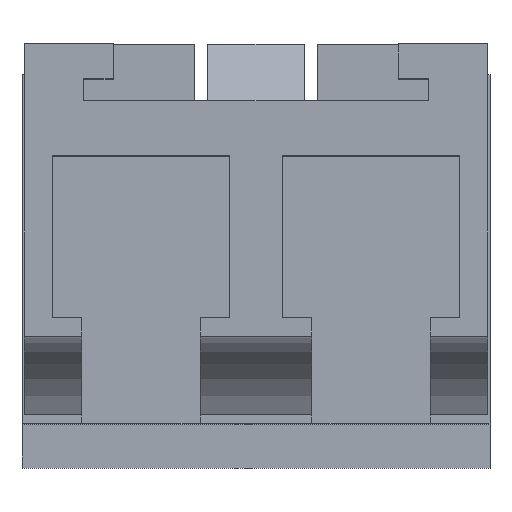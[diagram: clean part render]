
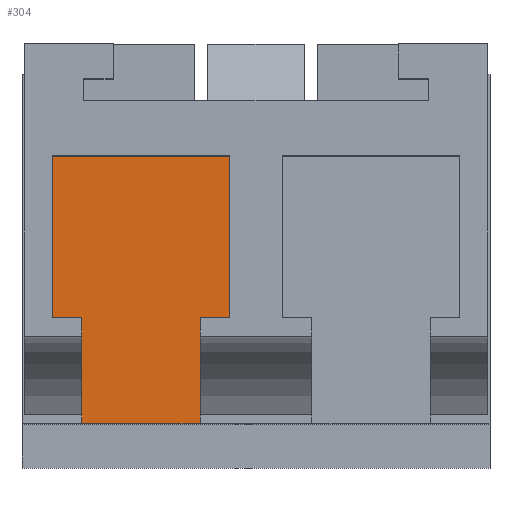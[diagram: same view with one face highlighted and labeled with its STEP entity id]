
A CAD part, top view. The second image highlights one B-rep face of the part: STEP entity #304.
In plain terms, the highlighted planar face has unit normal (0, 0, 1).
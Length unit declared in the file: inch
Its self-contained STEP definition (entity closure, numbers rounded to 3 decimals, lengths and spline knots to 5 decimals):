
#304 = ADVANCED_FACE ( 'NONE', ( #3357 ), #1925, .T. ) ;
#688 = AXIS2_PLACEMENT_3D ( 'NONE', #1926, #1927, #1928 ) ;
#1207 = ORIENTED_EDGE ( 'NONE', *, *, #5999, .T. ) ;
#1208 = ORIENTED_EDGE ( 'NONE', *, *, #5998, .T. ) ;
#1925 = PLANE ( 'NONE',  #688 ) ;
#1926 = CARTESIAN_POINT ( 'NONE',  ( -0.233, -0.056, -0.26 ) ) ;
#1927 = DIRECTION ( 'NONE',  ( 0., 0., 1. ) ) ;
#1928 = DIRECTION ( 'NONE',  ( 1., 0., 0. ) ) ;
#2379 = ORIENTED_EDGE ( 'NONE', *, *, #6784, .T. ) ;
#2380 = ORIENTED_EDGE ( 'NONE', *, *, #5995, .T. ) ;
#2382 = ORIENTED_EDGE ( 'NONE', *, *, #6020, .T. ) ;
#2589 = VECTOR ( 'NONE', #5498, 39.37008 ) ;
#2591 = VECTOR ( 'NONE', #5502, 39.37008 ) ;
#2594 = VECTOR ( 'NONE', #5508, 39.37008 ) ;
#2595 = VECTOR ( 'NONE', #5510, 39.37008 ) ;
#2616 = VECTOR ( 'NONE', #5559, 39.37008 ) ;
#2677 = VECTOR ( 'NONE', #5678, 39.37008 ) ;
#2975 = VECTOR ( 'NONE', #4741, 39.37008 ) ;
#2976 = VECTOR ( 'NONE', #4743, 39.37008 ) ;
#3357 = FACE_OUTER_BOUND ( 'NONE', #6611, .T. ) ;
#3652 = LINE ( 'NONE', #5497, #2589 ) ;
#3654 = LINE ( 'NONE', #5501, #2591 ) ;
#3657 = LINE ( 'NONE', #5507, #2594 ) ;
#3658 = LINE ( 'NONE', #5509, #2595 ) ;
#3679 = LINE ( 'NONE', #5558, #2616 ) ;
#3737 = LINE ( 'NONE', #5677, #2677 ) ;
#4087 = VERTEX_POINT ( 'NONE', #5318 ) ;
#4092 = VERTEX_POINT ( 'NONE', #5323 ) ;
#4120 = VERTEX_POINT ( 'NONE', #5351 ) ;
#4121 = VERTEX_POINT ( 'NONE', #5352 ) ;
#4122 = VERTEX_POINT ( 'NONE', #5353 ) ;
#4124 = VERTEX_POINT ( 'NONE', #5355 ) ;
#4126 = VERTEX_POINT ( 'NONE', #5357 ) ;
#4128 = VERTEX_POINT ( 'NONE', #5359 ) ;
#4740 = CARTESIAN_POINT ( 'NONE',  ( -0.233, -0.056, -0.26 ) ) ;
#4741 = DIRECTION ( 'NONE',  ( 1., 0., 0. ) ) ;
#4742 = CARTESIAN_POINT ( 'NONE',  ( -0.064, -0.056, -0.26 ) ) ;
#4743 = DIRECTION ( 'NONE',  ( 1., 0., 0. ) ) ;
#5318 = CARTESIAN_POINT ( 'NONE',  ( -0.064, -0.177, -0.26 ) ) ;
#5323 = CARTESIAN_POINT ( 'NONE',  ( -0.199, -0.177, -0.26 ) ) ;
#5351 = CARTESIAN_POINT ( 'NONE',  ( -0.064, -0.056, -0.26 ) ) ;
#5352 = CARTESIAN_POINT ( 'NONE',  ( -0.199, -0.056, -0.26 ) ) ;
#5353 = CARTESIAN_POINT ( 'NONE',  ( -0.233, -0.056, -0.26 ) ) ;
#5355 = CARTESIAN_POINT ( 'NONE',  ( -0.233, 0.129, -0.26 ) ) ;
#5357 = CARTESIAN_POINT ( 'NONE',  ( -0.03, 0.129, -0.26 ) ) ;
#5359 = CARTESIAN_POINT ( 'NONE',  ( -0.03, -0.056, -0.26 ) ) ;
#5497 = CARTESIAN_POINT ( 'NONE',  ( -0.233, 0.129, -0.26 ) ) ;
#5498 = DIRECTION ( 'NONE',  ( -1., 0., 0. ) ) ;
#5501 = CARTESIAN_POINT ( 'NONE',  ( -0.233, 0.129, -0.26 ) ) ;
#5502 = DIRECTION ( 'NONE',  ( 0., -1., 0. ) ) ;
#5507 = CARTESIAN_POINT ( 'NONE',  ( -0.199, -0.056, -0.26 ) ) ;
#5508 = DIRECTION ( 'NONE',  ( 0., -1., 0. ) ) ;
#5509 = CARTESIAN_POINT ( 'NONE',  ( -0.064, -0.056, -0.26 ) ) ;
#5510 = DIRECTION ( 'NONE',  ( 0., 1., 0. ) ) ;
#5558 = CARTESIAN_POINT ( 'NONE',  ( -0.199, -0.177, -0.26 ) ) ;
#5559 = DIRECTION ( 'NONE',  ( 1., 0., 0. ) ) ;
#5677 = CARTESIAN_POINT ( 'NONE',  ( -0.03, 0.129, -0.26 ) ) ;
#5678 = DIRECTION ( 'NONE',  ( 0., 1., 0. ) ) ;
#5993 = EDGE_CURVE ( 'NONE', #4126, #4124, #3652, .T. ) ;
#5995 = EDGE_CURVE ( 'NONE', #4124, #4122, #3654, .T. ) ;
#5998 = EDGE_CURVE ( 'NONE', #4121, #4092, #3657, .T. ) ;
#5999 = EDGE_CURVE ( 'NONE', #4087, #4120, #3658, .T. ) ;
#6020 = EDGE_CURVE ( 'NONE', #4092, #4087, #3679, .T. ) ;
#6079 = EDGE_CURVE ( 'NONE', #4128, #4126, #3737, .T. ) ;
#6611 = EDGE_LOOP ( 'NONE', ( #2380, #2379, #1208, #2382, #1207, #6957, #6958, #6959 ) ) ;
#6784 = EDGE_CURVE ( 'NONE', #4122, #4121, #6951, .T. ) ;
#6785 = EDGE_CURVE ( 'NONE', #4120, #4128, #6952, .T. ) ;
#6951 = LINE ( 'NONE', #4740, #2975 ) ;
#6952 = LINE ( 'NONE', #4742, #2976 ) ;
#6957 = ORIENTED_EDGE ( 'NONE', *, *, #6785, .T. ) ;
#6958 = ORIENTED_EDGE ( 'NONE', *, *, #6079, .T. ) ;
#6959 = ORIENTED_EDGE ( 'NONE', *, *, #5993, .T. ) ;
